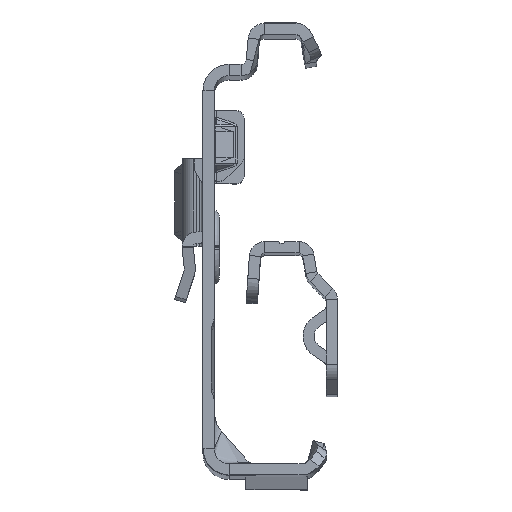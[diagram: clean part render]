
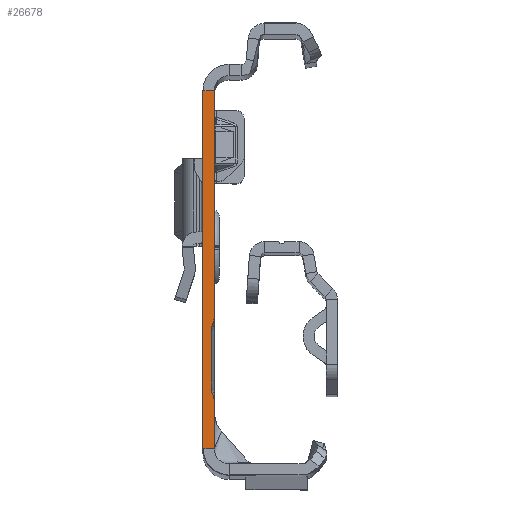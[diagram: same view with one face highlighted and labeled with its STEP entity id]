
A CAD part, top view. The second image highlights one B-rep face of the part: STEP entity #26678.
In plain terms, the highlighted planar face has unit normal (0, 0, 1).
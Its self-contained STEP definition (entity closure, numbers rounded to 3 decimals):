
#407 = DIRECTION ( 'NONE',  ( 1., 0., 0. ) ) ;
#418 = DIRECTION ( 'NONE',  ( -1., 0., 0. ) ) ;
#526 = VERTEX_POINT ( 'NONE', #4787 ) ;
#703 = CARTESIAN_POINT ( 'NONE',  ( -0.234, -9.288, 0. ) ) ;
#768 = AXIS2_PLACEMENT_3D ( 'NONE', #24979, #6675, #22945 ) ;
#844 = DIRECTION ( 'NONE',  ( -1., 0., 0. ) ) ;
#855 = CARTESIAN_POINT ( 'NONE',  ( 0., 22.135, 0. ) ) ;
#1150 = VECTOR ( 'NONE', #8879, 1000. ) ;
#1222 = AXIS2_PLACEMENT_3D ( 'NONE', #25089, #2165, #407 ) ;
#1284 = ORIENTED_EDGE ( 'NONE', *, *, #19039, .F. ) ;
#1504 = EDGE_CURVE ( 'NONE', #5820, #24494, #22933, .T. ) ;
#2165 = DIRECTION ( 'NONE',  ( 0., 0., -1. ) ) ;
#2183 = CARTESIAN_POINT ( 'NONE',  ( 0., 24.135, 0. ) ) ;
#2484 = VECTOR ( 'NONE', #24822, 1000. ) ;
#2879 = DIRECTION ( 'NONE',  ( 0., 0., -1. ) ) ;
#2895 = DIRECTION ( 'NONE',  ( -1., 0., 0. ) ) ;
#3049 = ORIENTED_EDGE ( 'NONE', *, *, #22434, .F. ) ;
#3127 = CARTESIAN_POINT ( 'NONE',  ( -0.4, -17.865, 0. ) ) ;
#3210 = CARTESIAN_POINT ( 'NONE',  ( -0.234, -18.442, 0. ) ) ;
#3602 = AXIS2_PLACEMENT_3D ( 'NONE', #11305, #2879, #844 ) ;
#3640 = ORIENTED_EDGE ( 'NONE', *, *, #6069, .F. ) ;
#3795 = DIRECTION ( 'NONE',  ( -1., 0., 0. ) ) ;
#4192 = EDGE_CURVE ( 'NONE', #5820, #21654, #13209, .T. ) ;
#4787 = CARTESIAN_POINT ( 'NONE',  ( -0.234, -9.288, 0. ) ) ;
#4970 = VERTEX_POINT ( 'NONE', #10592 ) ;
#5820 = VERTEX_POINT ( 'NONE', #855 ) ;
#5866 = CARTESIAN_POINT ( 'NONE',  ( -1.5, 24.135, 0. ) ) ;
#5880 = VERTEX_POINT ( 'NONE', #24832 ) ;
#6069 = EDGE_CURVE ( 'NONE', #26760, #10731, #8853, .T. ) ;
#6675 = DIRECTION ( 'NONE',  ( 0., 0., 1. ) ) ;
#6922 = VECTOR ( 'NONE', #10752, 1000. ) ;
#7100 = ORIENTED_EDGE ( 'NONE', *, *, #15755, .F. ) ;
#7718 = ORIENTED_EDGE ( 'NONE', *, *, #23069, .F. ) ;
#7942 = VERTEX_POINT ( 'NONE', #22506 ) ;
#8025 = VECTOR ( 'NONE', #20646, 1000. ) ;
#8047 = LINE ( 'NONE', #5866, #2484 ) ;
#8149 = AXIS2_PLACEMENT_3D ( 'NONE', #24155, #26435, #3795 ) ;
#8773 = EDGE_CURVE ( 'NONE', #5880, #26760, #19266, .T. ) ;
#8853 = CIRCLE ( 'NONE', #13178, 1. ) ;
#8879 = DIRECTION ( 'NONE',  ( 0., -1., 0. ) ) ;
#8993 = LINE ( 'NONE', #703, #6922 ) ;
#9959 = DIRECTION ( 'NONE',  ( 0., -1., 0. ) ) ;
#10155 = VERTEX_POINT ( 'NONE', #17742 ) ;
#10592 = CARTESIAN_POINT ( 'NONE',  ( 0., -25.865, 0. ) ) ;
#10731 = VERTEX_POINT ( 'NONE', #15076 ) ;
#10752 = DIRECTION ( 'NONE',  ( -0.423, -0.906, 0. ) ) ;
#11180 = EDGE_CURVE ( 'NONE', #24494, #526, #20152, .T. ) ;
#11196 = CIRCLE ( 'NONE', #1222, 2.5 ) ;
#11305 = CARTESIAN_POINT ( 'NONE',  ( -2.5, -8.231, 0. ) ) ;
#11462 = ORIENTED_EDGE ( 'NONE', *, *, #1504, .F. ) ;
#11692 = CARTESIAN_POINT ( 'NONE',  ( 0., -8.231, 0. ) ) ;
#11969 = EDGE_CURVE ( 'NONE', #16818, #4970, #21195, .T. ) ;
#12709 = ORIENTED_EDGE ( 'NONE', *, *, #8773, .F. ) ;
#13178 = AXIS2_PLACEMENT_3D ( 'NONE', #25361, #19237, #20993 ) ;
#13204 = CARTESIAN_POINT ( 'NONE',  ( -0.4, -9.865, 0. ) ) ;
#13209 = LINE ( 'NONE', #21571, #18371 ) ;
#14089 = VECTOR ( 'NONE', #9959, 1000. ) ;
#15076 = CARTESIAN_POINT ( 'NONE',  ( -0.306, -18.288, 0. ) ) ;
#15730 = LINE ( 'NONE', #3210, #26455 ) ;
#15755 = EDGE_CURVE ( 'NONE', #7942, #5880, #17273, .T. ) ;
#16765 = EDGE_CURVE ( 'NONE', #21654, #10155, #8047, .T. ) ;
#16818 = VERTEX_POINT ( 'NONE', #18280 ) ;
#17273 = CIRCLE ( 'NONE', #8149, 1. ) ;
#17742 = CARTESIAN_POINT ( 'NONE',  ( -1.5, -25.865, 0. ) ) ;
#18280 = CARTESIAN_POINT ( 'NONE',  ( 0., -19.499, 0. ) ) ;
#18371 = VECTOR ( 'NONE', #2895, 1000. ) ;
#18852 = VERTEX_POINT ( 'NONE', #24160 ) ;
#19039 = EDGE_CURVE ( 'NONE', #4970, #10155, #19625, .T. ) ;
#19099 = CARTESIAN_POINT ( 'NONE',  ( 0., -25.865, 0. ) ) ;
#19164 = CARTESIAN_POINT ( 'NONE',  ( 0., 24.135, 0. ) ) ;
#19237 = DIRECTION ( 'NONE',  ( 0., 0., 1. ) ) ;
#19266 = LINE ( 'NONE', #13204, #1150 ) ;
#19625 = LINE ( 'NONE', #19099, #19752 ) ;
#19752 = VECTOR ( 'NONE', #418, 1000. ) ;
#19849 = DIRECTION ( 'NONE',  ( 0.423, -0.906, 0. ) ) ;
#20152 = CIRCLE ( 'NONE', #3602, 2.5 ) ;
#20646 = DIRECTION ( 'NONE',  ( 0., -1., 0. ) ) ;
#20993 = DIRECTION ( 'NONE',  ( 1., 0., 0. ) ) ;
#21118 = ORIENTED_EDGE ( 'NONE', *, *, #16765, .T. ) ;
#21195 = LINE ( 'NONE', #19164, #8025 ) ;
#21571 = CARTESIAN_POINT ( 'NONE',  ( 0., 22.135, 0. ) ) ;
#21654 = VERTEX_POINT ( 'NONE', #22491 ) ;
#21704 = EDGE_CURVE ( 'NONE', #18852, #16818, #11196, .T. ) ;
#21918 = EDGE_LOOP ( 'NONE', ( #21988, #11462, #23185, #21118, #1284, #22719, #25644, #3049, #3640, #12709, #7100, #7718 ) ) ;
#21988 = ORIENTED_EDGE ( 'NONE', *, *, #11180, .F. ) ;
#22434 = EDGE_CURVE ( 'NONE', #10731, #18852, #15730, .T. ) ;
#22491 = CARTESIAN_POINT ( 'NONE',  ( -1.5, 22.135, 0. ) ) ;
#22506 = CARTESIAN_POINT ( 'NONE',  ( -0.306, -9.443, 0. ) ) ;
#22719 = ORIENTED_EDGE ( 'NONE', *, *, #11969, .F. ) ;
#22933 = LINE ( 'NONE', #2183, #14089 ) ;
#22945 = DIRECTION ( 'NONE',  ( 0., -1., 0. ) ) ;
#23069 = EDGE_CURVE ( 'NONE', #526, #7942, #8993, .T. ) ;
#23185 = ORIENTED_EDGE ( 'NONE', *, *, #4192, .T. ) ;
#24155 = CARTESIAN_POINT ( 'NONE',  ( 0.6, -9.865, 0. ) ) ;
#24160 = CARTESIAN_POINT ( 'NONE',  ( -0.234, -18.442, 0. ) ) ;
#24494 = VERTEX_POINT ( 'NONE', #11692 ) ;
#24822 = DIRECTION ( 'NONE',  ( 0., -1., 0. ) ) ;
#24832 = CARTESIAN_POINT ( 'NONE',  ( -0.4, -9.865, 0. ) ) ;
#24979 = CARTESIAN_POINT ( 'NONE',  ( -1.5, 24.135, 0. ) ) ;
#25089 = CARTESIAN_POINT ( 'NONE',  ( -2.5, -19.499, 0. ) ) ;
#25361 = CARTESIAN_POINT ( 'NONE',  ( 0.6, -17.865, 0. ) ) ;
#25376 = PLANE ( 'NONE',  #768 ) ;
#25516 = FACE_OUTER_BOUND ( 'NONE', #21918, .T. ) ;
#25644 = ORIENTED_EDGE ( 'NONE', *, *, #21704, .F. ) ;
#26435 = DIRECTION ( 'NONE',  ( 0., 0., 1. ) ) ;
#26455 = VECTOR ( 'NONE', #19849, 1000. ) ;
#26678 = ADVANCED_FACE ( 'NONE', ( #25516 ), #25376, .T. ) ;
#26760 = VERTEX_POINT ( 'NONE', #3127 ) ;
